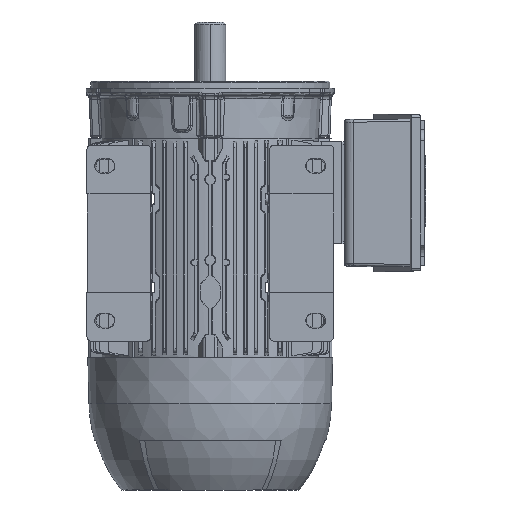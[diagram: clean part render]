
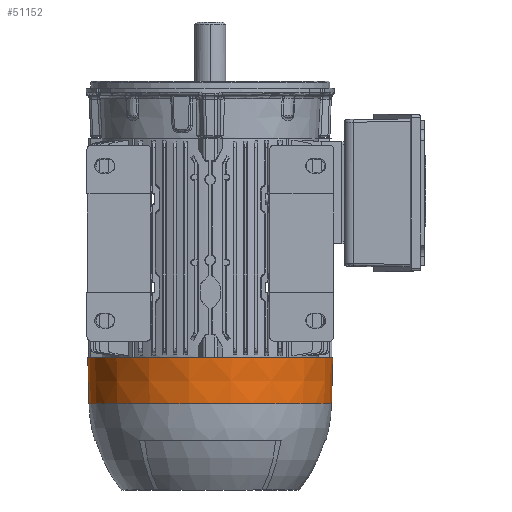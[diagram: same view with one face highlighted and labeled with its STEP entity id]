
A CAD part, front view. The second image highlights one B-rep face of the part: STEP entity #51152.
In plain terms, the highlighted conical face has half-angle 1.5 degrees and reference radius 110.35 mm.
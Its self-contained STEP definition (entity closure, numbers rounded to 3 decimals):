
#664 = LINE ( 'NONE', #63986, #42143 ) ;
#777 = CARTESIAN_POINT ( 'NONE',  ( 0., 0., -167.5 ) ) ;
#2184 = DIRECTION ( 'NONE',  ( 0.026, 0., 1. ) ) ;
#3392 = CIRCLE ( 'NONE', #24884, 109.669 ) ;
#7118 = EDGE_CURVE ( 'NONE', #55368, #42577, #664, .T. ) ;
#12223 = ORIENTED_EDGE ( 'NONE', *, *, #72366, .F. ) ;
#14882 = VECTOR ( 'NONE', #2184, 1000. ) ;
#15978 = FACE_OUTER_BOUND ( 'NONE', #24323, .T. ) ;
#16796 = CARTESIAN_POINT ( 'NONE',  ( 0., 0., -209.2 ) ) ;
#17890 = CARTESIAN_POINT ( 'NONE',  ( 109.669, 0., -209.2 ) ) ;
#18001 = DIRECTION ( 'NONE',  ( 1., 0., 0. ) ) ;
#24117 = VERTEX_POINT ( 'NONE', #17890 ) ;
#24323 = EDGE_LOOP ( 'NONE', ( #61776, #47489, #29605, #12223 ) ) ;
#24884 = AXIS2_PLACEMENT_3D ( 'NONE', #16796, #62893, #62524 ) ;
#25761 = CARTESIAN_POINT ( 'NONE',  ( 110.35, 0., -183.2 ) ) ;
#27942 = CARTESIAN_POINT ( 'NONE',  ( 0., 0., -183.2 ) ) ;
#29605 = ORIENTED_EDGE ( 'NONE', *, *, #37635, .T. ) ;
#34461 = DIRECTION ( 'NONE',  ( 0., 0., 1. ) ) ;
#35576 = CARTESIAN_POINT ( 'NONE',  ( -109.669, 0., -209.2 ) ) ;
#37635 = EDGE_CURVE ( 'NONE', #24117, #47474, #53509, .T. ) ;
#40533 = AXIS2_PLACEMENT_3D ( 'NONE', #777, #34461, #18001 ) ;
#42143 = VECTOR ( 'NONE', #51599, 1000. ) ;
#42577 = VERTEX_POINT ( 'NONE', #69064 ) ;
#44541 = EDGE_CURVE ( 'NONE', #55368, #24117, #3392, .T. ) ;
#47474 = VERTEX_POINT ( 'NONE', #52236 ) ;
#47489 = ORIENTED_EDGE ( 'NONE', *, *, #44541, .T. ) ;
#50424 = CONICAL_SURFACE ( 'NONE', #66015, 110.35, 0.026 ) ;
#51152 = ADVANCED_FACE ( 'NONE', ( #15978 ), #50424, .T. ) ;
#51538 = DIRECTION ( 'NONE',  ( 0., 0., 1. ) ) ;
#51599 = DIRECTION ( 'NONE',  ( -0.026, 0., 1. ) ) ;
#52236 = CARTESIAN_POINT ( 'NONE',  ( 110.761, 0., -167.5 ) ) ;
#53509 = LINE ( 'NONE', #25761, #14882 ) ;
#55368 = VERTEX_POINT ( 'NONE', #35576 ) ;
#61776 = ORIENTED_EDGE ( 'NONE', *, *, #7118, .F. ) ;
#62524 = DIRECTION ( 'NONE',  ( 1., 0., 0. ) ) ;
#62893 = DIRECTION ( 'NONE',  ( 0., 0., 1. ) ) ;
#63986 = CARTESIAN_POINT ( 'NONE',  ( -110.35, 0., -183.2 ) ) ;
#66015 = AXIS2_PLACEMENT_3D ( 'NONE', #27942, #51538, #74029 ) ;
#66880 = CIRCLE ( 'NONE', #40533, 110.761 ) ;
#69064 = CARTESIAN_POINT ( 'NONE',  ( -110.761, 0., -167.5 ) ) ;
#72366 = EDGE_CURVE ( 'NONE', #42577, #47474, #66880, .T. ) ;
#74029 = DIRECTION ( 'NONE',  ( 1., 0., 0. ) ) ;
